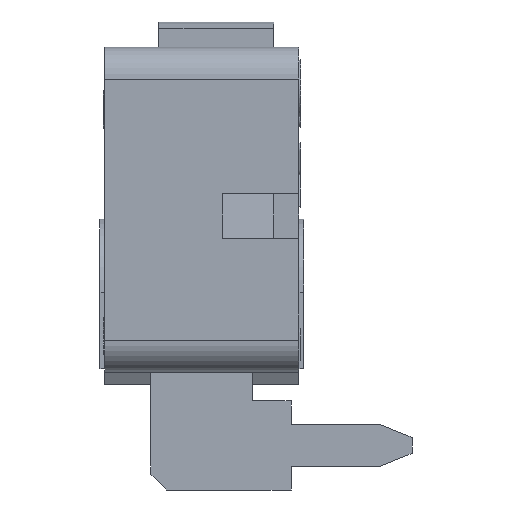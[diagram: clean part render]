
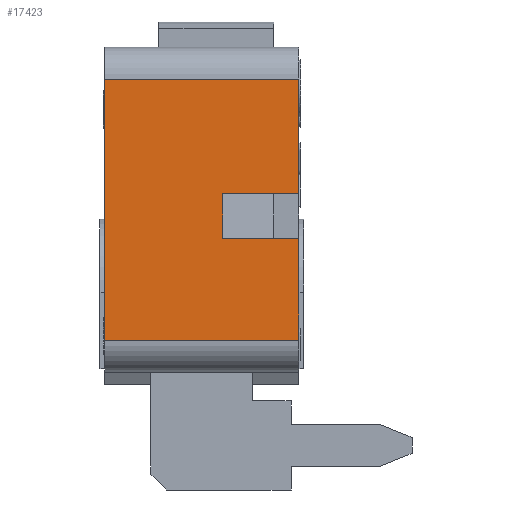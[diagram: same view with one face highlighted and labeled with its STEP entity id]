
A CAD part, left-side view. The second image highlights one B-rep face of the part: STEP entity #17423.
In plain terms, the highlighted planar face has unit normal (-1, 0, 0).
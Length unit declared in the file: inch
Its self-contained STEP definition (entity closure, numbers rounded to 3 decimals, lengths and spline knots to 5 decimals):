
#1230=CARTESIAN_POINT('',(-0.20079,-0.24016,0.12205));
#1231=VERTEX_POINT('',#1230);
#1238=CARTESIAN_POINT('',(-0.20079,-0.14567,0.12205));
#1239=VERTEX_POINT('',#1238);
#1240=CARTESIAN_POINT('',(-0.20079,-0.14567,0.12205));
#1241=DIRECTION('',(0.0,-1.0,0.0));
#1242=VECTOR('',#1241,0.09449);
#1243=LINE('',#1240,#1242);
#1244=EDGE_CURVE('',#1239,#1231,#1243,.T.);
#13736=CARTESIAN_POINT('',(-0.20079,-0.24016,0.06693));
#13737=VERTEX_POINT('',#13736);
#13744=CARTESIAN_POINT('',(-0.20079,-0.24016,-0.05906));
#13745=VERTEX_POINT('',#13744);
#13746=CARTESIAN_POINT('',(-0.20079,-0.24016,-0.05906));
#13747=DIRECTION('',(0.0,0.0,1.0));
#13748=VECTOR('',#13747,0.12598);
#13749=LINE('',#13746,#13748);
#13750=EDGE_CURVE('',#13745,#13737,#13749,.T.);
#13906=CARTESIAN_POINT('',(-0.20079,-0.24016,0.26378));
#13907=VERTEX_POINT('',#13906);
#13915=CARTESIAN_POINT('',(-0.20079,-0.24016,0.12205));
#13916=DIRECTION('',(0.0,0.0,1.0));
#13917=VECTOR('',#13916,0.14173);
#13918=LINE('',#13915,#13917);
#13919=EDGE_CURVE('',#1231,#13907,#13918,.T.);
#14637=CARTESIAN_POINT('',(-0.20079,-0.14567,0.06693));
#14638=VERTEX_POINT('',#14637);
#14647=CARTESIAN_POINT('',(-0.20079,-0.24016,0.06693));
#14648=DIRECTION('',(0.0,1.0,0.0));
#14649=VECTOR('',#14648,0.09449);
#14650=LINE('',#14647,#14649);
#14651=EDGE_CURVE('',#13737,#14638,#14650,.T.);
#15689=CARTESIAN_POINT('',(-0.20079,0.0,-0.05906));
#15690=VERTEX_POINT('',#15689);
#15698=CARTESIAN_POINT('',(-0.20079,0.0,0.26378));
#15699=VERTEX_POINT('',#15698);
#15700=CARTESIAN_POINT('',(-0.20079,0.0,0.26378));
#15701=DIRECTION('',(0.0,0.0,-1.0));
#15702=VECTOR('',#15701,0.32283);
#15703=LINE('',#15700,#15702);
#15704=EDGE_CURVE('',#15699,#15690,#15703,.T.);
#17387=CARTESIAN_POINT('',(-0.20079,-0.14567,0.06693));
#17388=DIRECTION('',(0.0,0.0,1.0));
#17389=VECTOR('',#17388,0.05512);
#17390=LINE('',#17387,#17389);
#17391=EDGE_CURVE('',#14638,#1239,#17390,.T.);
#17398=CARTESIAN_POINT('',(-0.20079,-0.25217,-0.0752));
#17399=DIRECTION('',(-1.0,0.0,0.0));
#17400=DIRECTION('',(0.0,0.0,1.0));
#17401=AXIS2_PLACEMENT_3D('',#17398,#17399,#17400);
#17402=PLANE('',#17401);
#17403=ORIENTED_EDGE('',*,*,#15704,.T.);
#17404=CARTESIAN_POINT('',(-0.20079,-0.24016,-0.05906));
#17405=DIRECTION('',(0.0,1.0,0.0));
#17406=VECTOR('',#17405,0.24016);
#17407=LINE('',#17404,#17406);
#17408=EDGE_CURVE('',#13745,#15690,#17407,.T.);
#17409=ORIENTED_EDGE('',*,*,#17408,.F.);
#17410=ORIENTED_EDGE('',*,*,#13750,.T.);
#17411=ORIENTED_EDGE('',*,*,#14651,.T.);
#17412=ORIENTED_EDGE('',*,*,#17391,.T.);
#17413=ORIENTED_EDGE('',*,*,#1244,.T.);
#17414=ORIENTED_EDGE('',*,*,#13919,.T.);
#17415=CARTESIAN_POINT('',(-0.20079,-0.24016,0.26378));
#17416=DIRECTION('',(0.0,1.0,0.0));
#17417=VECTOR('',#17416,0.24016);
#17418=LINE('',#17415,#17417);
#17419=EDGE_CURVE('',#13907,#15699,#17418,.T.);
#17420=ORIENTED_EDGE('',*,*,#17419,.T.);
#17421=EDGE_LOOP('',(#17403,#17409,#17410,#17411,#17412,#17413,#17414,#17420));
#17422=FACE_OUTER_BOUND('',#17421,.T.);
#17423=ADVANCED_FACE('',(#17422),#17402,.T.);
